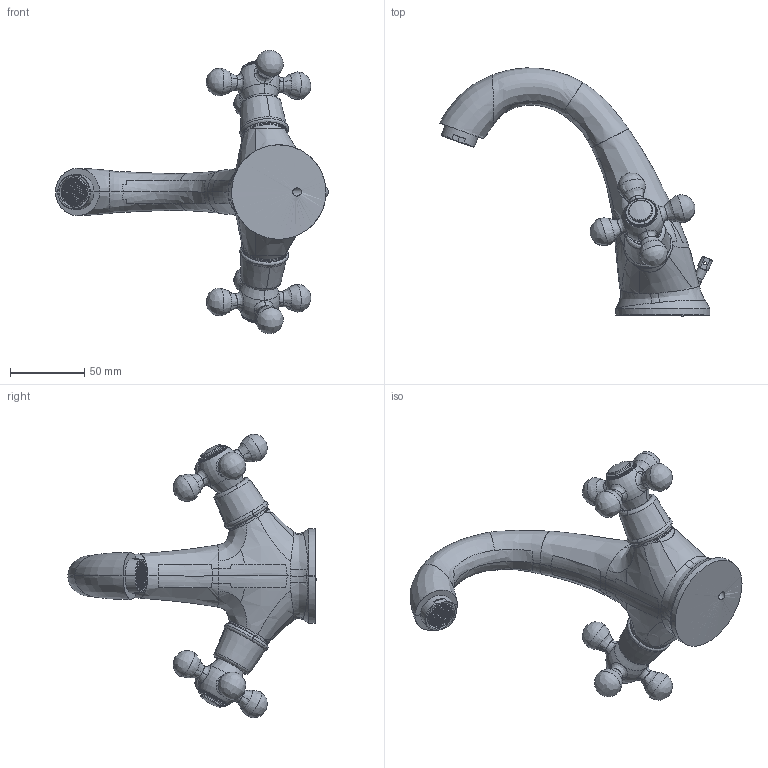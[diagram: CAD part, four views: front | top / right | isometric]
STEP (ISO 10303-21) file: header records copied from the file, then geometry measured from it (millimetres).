
FILE_DESCRIPTION (( 'STEP AP203' ), '1' );
FILE_NAME ('91 102.STEP', '2021-09-20T08:45:25', ( '' ), ( '' ), 'SwSTEP 2.0', 'SolidWorks 2021', '' );
FILE_SCHEMA (( 'CONFIG_CONTROL_DESIGN' ));
Length unit declared in the file: millimetre
Products named in the file (6): 234051CP狟阨黑芛_MODEL_1; 209055_MODEL_1; 91 102; Part_1; solid; 瑚恮れ邐ん_x_t_MODEL_2
Assembly tree (6 placements, depth 2):
  91 102
    瑚恮れ邐ん_x_t_MODEL_2
    209055_MODEL_1
    234051CP狟阨黑芛_MODEL_1
    Part_1
    solid  x2
Bounding box: 184.16 x 167.36 x 191.12 mm (x, y, z)
Volume: 409885 mm3; surface area: 63151.9 mm2
Topology: 5 solids, 1063 shells, 2142 faces, 10649 edges, 9252 vertices
Faces by surface type: plane 1208, cylinder 641, bspline 223, cone 38, torus 32
Full cylindrical faces by diameter (mm): 5.5 x1
Entity records: 156610 total; most frequent: CARTESIAN_POINT 87578, ORIENTED_EDGE 13354, EDGE_CURVE 9961, DIRECTION 9660, VERTEX_POINT 8818, LINE 5374, VECTOR 5374, B_SPLINE_CURVE_WITH_KNOTS 4161
